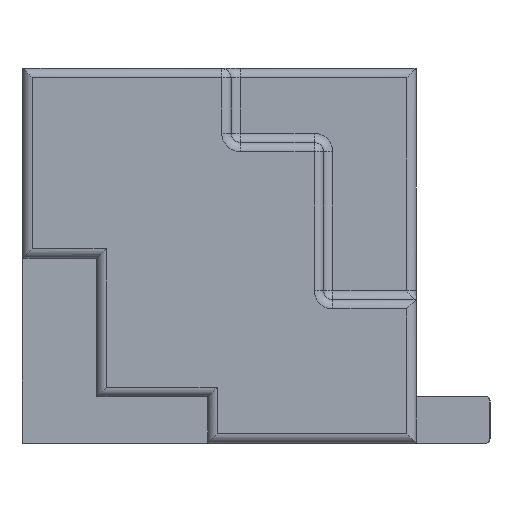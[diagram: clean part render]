
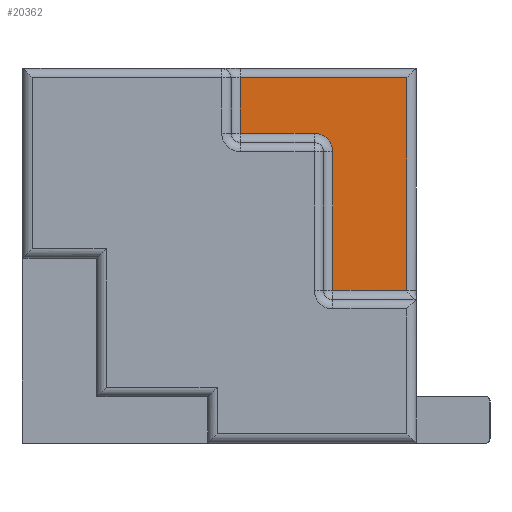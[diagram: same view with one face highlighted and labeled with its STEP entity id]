
A CAD part, left-side view. The second image highlights one B-rep face of the part: STEP entity #20362.
In plain terms, the highlighted planar face has unit normal (-1, 0, 0).
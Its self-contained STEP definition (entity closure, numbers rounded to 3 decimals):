
#3070 = CYLINDRICAL_SURFACE('',#3071,0.1);
#3071 = AXIS2_PLACEMENT_3D('',#3072,#3073,#3074);
#3072 = CARTESIAN_POINT('',(-7.9,0.1,2.025));
#3073 = DIRECTION('',(0.,0.,-1.));
#3074 = DIRECTION('',(0.,-1.,0.));
#12556 = CYLINDRICAL_SURFACE('',#12557,0.1);
#12557 = AXIS2_PLACEMENT_3D('',#12558,#12559,#12560);
#12558 = CARTESIAN_POINT('',(-8.1,0.,-0.375));
#12559 = DIRECTION('',(0.,1.,0.));
#12560 = DIRECTION('',(0.,0.,-1.));
#12588 = CYLINDRICAL_SURFACE('',#12589,0.1);
#12589 = AXIS2_PLACEMENT_3D('',#12590,#12591,#12592);
#12590 = CARTESIAN_POINT('',(-7.9,2.,1.925));
#12591 = DIRECTION('',(0.,-1.,0.));
#12592 = DIRECTION('',(-0.,0.,1.));
#14794 = VERTEX_POINT('',#14795);
#14795 = CARTESIAN_POINT('',(-8.,0.1,-0.375));
#14864 = VERTEX_POINT('',#14865);
#14865 = CARTESIAN_POINT('',(-8.,0.1,1.925));
#14895 = EDGE_CURVE('',#14864,#14794,#14896,.T.);
#14896 = SURFACE_CURVE('',#14897,(#14901,#14908),.PCURVE_S1.);
#14897 = LINE('',#14898,#14899);
#14898 = CARTESIAN_POINT('',(-8.,0.1,2.025));
#14899 = VECTOR('',#14900,1.);
#14900 = DIRECTION('',(0.,0.,-1.));
#14901 = PCURVE('',#3070,#14902);
#14902 = DEFINITIONAL_REPRESENTATION('',(#14903),#14907);
#14903 = LINE('',#14904,#14905);
#14904 = CARTESIAN_POINT('',(1.571,0.));
#14905 = VECTOR('',#14906,1.);
#14906 = DIRECTION('',(0.,1.));
#14907 = ( GEOMETRIC_REPRESENTATION_CONTEXT(2) 
PARAMETRIC_REPRESENTATION_CONTEXT() REPRESENTATION_CONTEXT('2D SPACE',''
  ) );
#14908 = PCURVE('',#14909,#14914);
#14909 = PLANE('',#14910);
#14910 = AXIS2_PLACEMENT_3D('',#14911,#14912,#14913);
#14911 = CARTESIAN_POINT('',(-8.,0.,0.));
#14912 = DIRECTION('',(1.,0.,0.));
#14913 = DIRECTION('',(0.,0.,1.));
#14914 = DEFINITIONAL_REPRESENTATION('',(#14915),#14919);
#14915 = LINE('',#14916,#14917);
#14916 = CARTESIAN_POINT('',(2.025,-0.1));
#14917 = VECTOR('',#14918,1.);
#14918 = DIRECTION('',(-1.,0.));
#14919 = ( GEOMETRIC_REPRESENTATION_CONTEXT(2) 
PARAMETRIC_REPRESENTATION_CONTEXT() REPRESENTATION_CONTEXT('2D SPACE',''
  ) );
#19955 = EDGE_CURVE('',#14794,#19956,#19958,.T.);
#19956 = VERTEX_POINT('',#19957);
#19957 = CARTESIAN_POINT('',(-8.,0.9,-0.375));
#19958 = SURFACE_CURVE('',#19959,(#19963,#19970),.PCURVE_S1.);
#19959 = LINE('',#19960,#19961);
#19960 = CARTESIAN_POINT('',(-8.,0.,-0.375));
#19961 = VECTOR('',#19962,1.);
#19962 = DIRECTION('',(0.,1.,0.));
#19963 = PCURVE('',#12556,#19964);
#19964 = DEFINITIONAL_REPRESENTATION('',(#19965),#19969);
#19965 = LINE('',#19966,#19967);
#19966 = CARTESIAN_POINT('',(-1.571,0.));
#19967 = VECTOR('',#19968,1.);
#19968 = DIRECTION('',(-0.,1.));
#19969 = ( GEOMETRIC_REPRESENTATION_CONTEXT(2) 
PARAMETRIC_REPRESENTATION_CONTEXT() REPRESENTATION_CONTEXT('2D SPACE',''
  ) );
#19970 = PCURVE('',#14909,#19971);
#19971 = DEFINITIONAL_REPRESENTATION('',(#19972),#19976);
#19972 = LINE('',#19973,#19974);
#19973 = CARTESIAN_POINT('',(-0.375,0.));
#19974 = VECTOR('',#19975,1.);
#19975 = DIRECTION('',(0.,-1.));
#19976 = ( GEOMETRIC_REPRESENTATION_CONTEXT(2) 
PARAMETRIC_REPRESENTATION_CONTEXT() REPRESENTATION_CONTEXT('2D SPACE',''
  ) );
#20086 = VERTEX_POINT('',#20087);
#20087 = CARTESIAN_POINT('',(-8.,1.9,1.925));
#20107 = EDGE_CURVE('',#20086,#14864,#20108,.T.);
#20108 = SURFACE_CURVE('',#20109,(#20113,#20120),.PCURVE_S1.);
#20109 = LINE('',#20110,#20111);
#20110 = CARTESIAN_POINT('',(-8.,2.,1.925));
#20111 = VECTOR('',#20112,1.);
#20112 = DIRECTION('',(0.,-1.,0.));
#20113 = PCURVE('',#12588,#20114);
#20114 = DEFINITIONAL_REPRESENTATION('',(#20115),#20119);
#20115 = LINE('',#20116,#20117);
#20116 = CARTESIAN_POINT('',(1.571,0.));
#20117 = VECTOR('',#20118,1.);
#20118 = DIRECTION('',(0.,1.));
#20119 = ( GEOMETRIC_REPRESENTATION_CONTEXT(2) 
PARAMETRIC_REPRESENTATION_CONTEXT() REPRESENTATION_CONTEXT('2D SPACE',''
  ) );
#20120 = PCURVE('',#14909,#20121);
#20121 = DEFINITIONAL_REPRESENTATION('',(#20122),#20126);
#20122 = LINE('',#20123,#20124);
#20123 = CARTESIAN_POINT('',(1.925,-2.));
#20124 = VECTOR('',#20125,1.);
#20125 = DIRECTION('',(0.,1.));
#20126 = ( GEOMETRIC_REPRESENTATION_CONTEXT(2) 
PARAMETRIC_REPRESENTATION_CONTEXT() REPRESENTATION_CONTEXT('2D SPACE',''
  ) );
#20172 = CYLINDRICAL_SURFACE('',#20173,0.1);
#20173 = AXIS2_PLACEMENT_3D('',#20174,#20175,#20176);
#20174 = CARTESIAN_POINT('',(-8.1,1.9,1.225));
#20175 = DIRECTION('',(0.,0.,1.));
#20176 = DIRECTION('',(0.,1.,0.));
#20362 = ADVANCED_FACE('',(#20363),#14909,.F.);
#20363 = FACE_BOUND('',#20364,.F.);
#20364 = EDGE_LOOP('',(#20365,#20366,#20367,#20368,#20396,#20425,#20453)
  );
#20365 = ORIENTED_EDGE('',*,*,#20107,.T.);
#20366 = ORIENTED_EDGE('',*,*,#14895,.T.);
#20367 = ORIENTED_EDGE('',*,*,#19955,.T.);
#20368 = ORIENTED_EDGE('',*,*,#20369,.T.);
#20369 = EDGE_CURVE('',#19956,#20370,#20372,.T.);
#20370 = VERTEX_POINT('',#20371);
#20371 = CARTESIAN_POINT('',(-8.,0.9,1.125));
#20372 = SURFACE_CURVE('',#20373,(#20377,#20384),.PCURVE_S1.);
#20373 = LINE('',#20374,#20375);
#20374 = CARTESIAN_POINT('',(-8.,0.9,-0.475));
#20375 = VECTOR('',#20376,1.);
#20376 = DIRECTION('',(0.,0.,1.));
#20377 = PCURVE('',#14909,#20378);
#20378 = DEFINITIONAL_REPRESENTATION('',(#20379),#20383);
#20379 = LINE('',#20380,#20381);
#20380 = CARTESIAN_POINT('',(-0.475,-0.9));
#20381 = VECTOR('',#20382,1.);
#20382 = DIRECTION('',(1.,0.));
#20383 = ( GEOMETRIC_REPRESENTATION_CONTEXT(2) 
PARAMETRIC_REPRESENTATION_CONTEXT() REPRESENTATION_CONTEXT('2D SPACE',''
  ) );
#20384 = PCURVE('',#20385,#20390);
#20385 = CYLINDRICAL_SURFACE('',#20386,0.1);
#20386 = AXIS2_PLACEMENT_3D('',#20387,#20388,#20389);
#20387 = CARTESIAN_POINT('',(-8.1,0.9,-0.475));
#20388 = DIRECTION('',(0.,0.,1.));
#20389 = DIRECTION('',(0.,1.,0.));
#20390 = DEFINITIONAL_REPRESENTATION('',(#20391),#20395);
#20391 = LINE('',#20392,#20393);
#20392 = CARTESIAN_POINT('',(-1.571,0.));
#20393 = VECTOR('',#20394,1.);
#20394 = DIRECTION('',(-0.,1.));
#20395 = ( GEOMETRIC_REPRESENTATION_CONTEXT(2) 
PARAMETRIC_REPRESENTATION_CONTEXT() REPRESENTATION_CONTEXT('2D SPACE',''
  ) );
#20396 = ORIENTED_EDGE('',*,*,#20397,.F.);
#20397 = EDGE_CURVE('',#20398,#20370,#20400,.T.);
#20398 = VERTEX_POINT('',#20399);
#20399 = CARTESIAN_POINT('',(-8.,1.1,1.325));
#20400 = SURFACE_CURVE('',#20401,(#20406,#20413),.PCURVE_S1.);
#20401 = CIRCLE('',#20402,0.2);
#20402 = AXIS2_PLACEMENT_3D('',#20403,#20404,#20405);
#20403 = CARTESIAN_POINT('',(-8.,1.1,1.125));
#20404 = DIRECTION('',(1.,0.,-0.));
#20405 = DIRECTION('',(0.,0.,1.));
#20406 = PCURVE('',#14909,#20407);
#20407 = DEFINITIONAL_REPRESENTATION('',(#20408),#20412);
#20408 = CIRCLE('',#20409,0.2);
#20409 = AXIS2_PLACEMENT_2D('',#20410,#20411);
#20410 = CARTESIAN_POINT('',(1.125,-1.1));
#20411 = DIRECTION('',(1.,0.));
#20412 = ( GEOMETRIC_REPRESENTATION_CONTEXT(2) 
PARAMETRIC_REPRESENTATION_CONTEXT() REPRESENTATION_CONTEXT('2D SPACE',''
  ) );
#20413 = PCURVE('',#20414,#20419);
#20414 = TOROIDAL_SURFACE('',#20415,0.2,0.1);
#20415 = AXIS2_PLACEMENT_3D('',#20416,#20417,#20418);
#20416 = CARTESIAN_POINT('',(-8.1,1.1,1.125));
#20417 = DIRECTION('',(1.,0.,-0.));
#20418 = DIRECTION('',(0.,0.,1.));
#20419 = DEFINITIONAL_REPRESENTATION('',(#20420),#20424);
#20420 = LINE('',#20421,#20422);
#20421 = CARTESIAN_POINT('',(0.,1.571));
#20422 = VECTOR('',#20423,1.);
#20423 = DIRECTION('',(1.,0.));
#20424 = ( GEOMETRIC_REPRESENTATION_CONTEXT(2) 
PARAMETRIC_REPRESENTATION_CONTEXT() REPRESENTATION_CONTEXT('2D SPACE',''
  ) );
#20425 = ORIENTED_EDGE('',*,*,#20426,.T.);
#20426 = EDGE_CURVE('',#20398,#20427,#20429,.T.);
#20427 = VERTEX_POINT('',#20428);
#20428 = CARTESIAN_POINT('',(-8.,1.9,1.325));
#20429 = SURFACE_CURVE('',#20430,(#20434,#20441),.PCURVE_S1.);
#20430 = LINE('',#20431,#20432);
#20431 = CARTESIAN_POINT('',(-8.,1.,1.325));
#20432 = VECTOR('',#20433,1.);
#20433 = DIRECTION('',(0.,1.,0.));
#20434 = PCURVE('',#14909,#20435);
#20435 = DEFINITIONAL_REPRESENTATION('',(#20436),#20440);
#20436 = LINE('',#20437,#20438);
#20437 = CARTESIAN_POINT('',(1.325,-1.));
#20438 = VECTOR('',#20439,1.);
#20439 = DIRECTION('',(0.,-1.));
#20440 = ( GEOMETRIC_REPRESENTATION_CONTEXT(2) 
PARAMETRIC_REPRESENTATION_CONTEXT() REPRESENTATION_CONTEXT('2D SPACE',''
  ) );
#20441 = PCURVE('',#20442,#20447);
#20442 = CYLINDRICAL_SURFACE('',#20443,0.1);
#20443 = AXIS2_PLACEMENT_3D('',#20444,#20445,#20446);
#20444 = CARTESIAN_POINT('',(-8.1,1.,1.325));
#20445 = DIRECTION('',(0.,1.,0.));
#20446 = DIRECTION('',(0.,0.,-1.));
#20447 = DEFINITIONAL_REPRESENTATION('',(#20448),#20452);
#20448 = LINE('',#20449,#20450);
#20449 = CARTESIAN_POINT('',(-1.571,0.));
#20450 = VECTOR('',#20451,1.);
#20451 = DIRECTION('',(-0.,1.));
#20452 = ( GEOMETRIC_REPRESENTATION_CONTEXT(2) 
PARAMETRIC_REPRESENTATION_CONTEXT() REPRESENTATION_CONTEXT('2D SPACE',''
  ) );
#20453 = ORIENTED_EDGE('',*,*,#20454,.T.);
#20454 = EDGE_CURVE('',#20427,#20086,#20455,.T.);
#20455 = SURFACE_CURVE('',#20456,(#20460,#20467),.PCURVE_S1.);
#20456 = LINE('',#20457,#20458);
#20457 = CARTESIAN_POINT('',(-8.,1.9,1.225));
#20458 = VECTOR('',#20459,1.);
#20459 = DIRECTION('',(0.,0.,1.));
#20460 = PCURVE('',#14909,#20461);
#20461 = DEFINITIONAL_REPRESENTATION('',(#20462),#20466);
#20462 = LINE('',#20463,#20464);
#20463 = CARTESIAN_POINT('',(1.225,-1.9));
#20464 = VECTOR('',#20465,1.);
#20465 = DIRECTION('',(1.,0.));
#20466 = ( GEOMETRIC_REPRESENTATION_CONTEXT(2) 
PARAMETRIC_REPRESENTATION_CONTEXT() REPRESENTATION_CONTEXT('2D SPACE',''
  ) );
#20467 = PCURVE('',#20172,#20468);
#20468 = DEFINITIONAL_REPRESENTATION('',(#20469),#20473);
#20469 = LINE('',#20470,#20471);
#20470 = CARTESIAN_POINT('',(-1.571,0.));
#20471 = VECTOR('',#20472,1.);
#20472 = DIRECTION('',(-0.,1.));
#20473 = ( GEOMETRIC_REPRESENTATION_CONTEXT(2) 
PARAMETRIC_REPRESENTATION_CONTEXT() REPRESENTATION_CONTEXT('2D SPACE',''
  ) );
